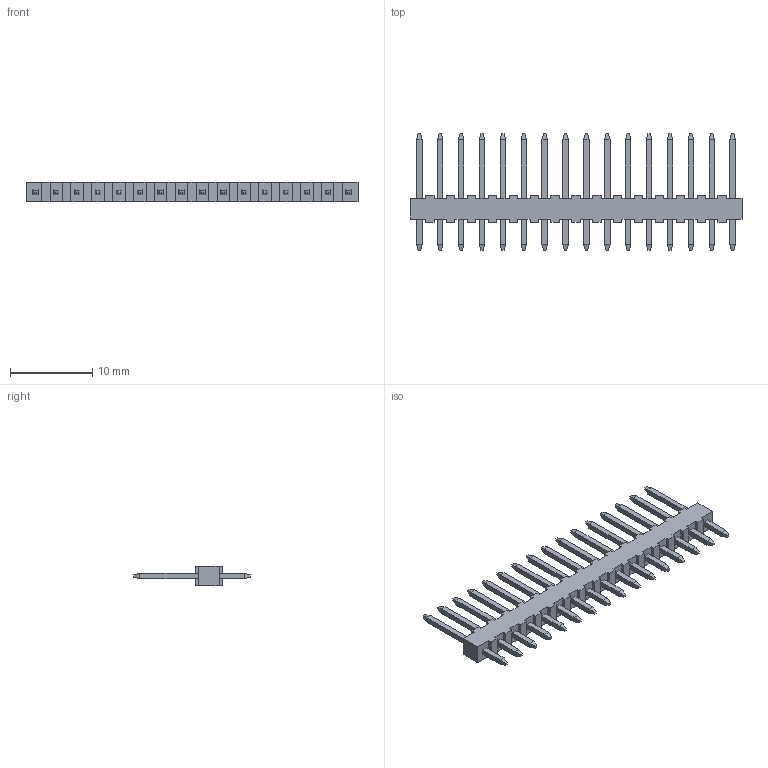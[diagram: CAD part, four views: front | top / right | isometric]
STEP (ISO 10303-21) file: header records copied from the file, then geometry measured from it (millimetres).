
FILE_DESCRIPTION((''),'2;1');
FILE_NAME('022032161','2014-06-05T',('me'),(''),'PRO/ENGINEER BY PARAMETRIC TECHNOLOGY CORPORATION, 2011490','PRO/ENGINEER BY PARAMETRIC TECHNOLOGY CORPORATION, 2011490','');
FILE_SCHEMA(('CONFIG_CONTROL_DESIGN'));
Length unit declared in the file: inch
Products named in the file (1): 022032161
Bounding box: 40.39 x 14.22 x 2.36 mm (x, y, z)
Volume: 346.3 mm3; surface area: 950.4 mm2
Topology: 1 solids, 1 shells, 414 faces, 1044 edges, 664 vertices
Faces by surface type: plane 414
Entity records: 12021 total; most frequent: CARTESIAN_POINT 2091, ORIENTED_EDGE 2024, DIRECTION 1906, VECTOR 1012, LINE 1012, EDGE_CURVE 1012, VERTEX_POINT 632, AXIS2_PLACEMENT_3D 447
